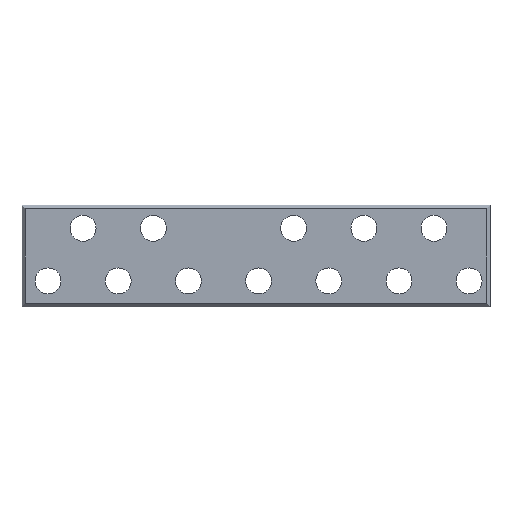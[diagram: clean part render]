
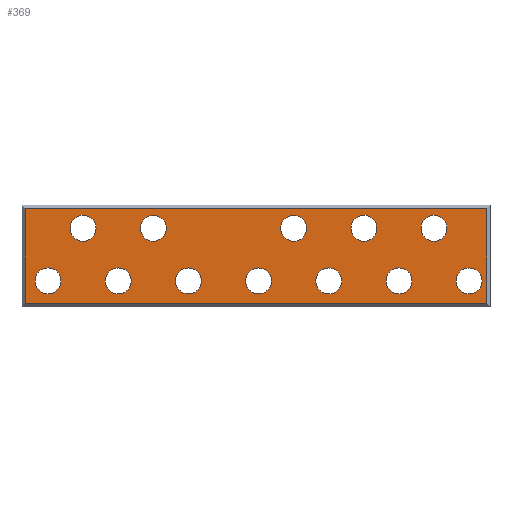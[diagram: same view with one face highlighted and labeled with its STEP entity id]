
A CAD part, top view. The second image highlights one B-rep face of the part: STEP entity #369.
In plain terms, the highlighted planar face has unit normal (0, 0, 1).
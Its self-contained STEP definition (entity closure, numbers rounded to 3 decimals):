
#27=FACE_BOUND('',#98,.T.);
#28=FACE_BOUND('',#99,.T.);
#29=FACE_BOUND('',#100,.T.);
#30=FACE_BOUND('',#101,.T.);
#31=FACE_BOUND('',#102,.T.);
#32=FACE_BOUND('',#103,.T.);
#33=FACE_BOUND('',#104,.T.);
#34=FACE_BOUND('',#105,.T.);
#35=FACE_BOUND('',#106,.T.);
#36=FACE_BOUND('',#107,.T.);
#37=FACE_BOUND('',#108,.T.);
#38=FACE_BOUND('',#109,.T.);
#51=CIRCLE('',#402,3.75);
#52=CIRCLE('',#403,3.75);
#53=CIRCLE('',#404,3.75);
#54=CIRCLE('',#405,3.75);
#55=CIRCLE('',#406,3.75);
#56=CIRCLE('',#407,3.75);
#57=CIRCLE('',#408,3.75);
#58=CIRCLE('',#409,3.75);
#59=CIRCLE('',#410,3.75);
#60=CIRCLE('',#411,3.75);
#61=CIRCLE('',#412,3.75);
#62=CIRCLE('',#413,3.75);
#79=FACE_OUTER_BOUND('',#97,.T.);
#97=EDGE_LOOP('',(#279,#280,#281,#282));
#98=EDGE_LOOP('',(#283));
#99=EDGE_LOOP('',(#284));
#100=EDGE_LOOP('',(#285));
#101=EDGE_LOOP('',(#286));
#102=EDGE_LOOP('',(#287));
#103=EDGE_LOOP('',(#288));
#104=EDGE_LOOP('',(#289));
#105=EDGE_LOOP('',(#290));
#106=EDGE_LOOP('',(#291));
#107=EDGE_LOOP('',(#292));
#108=EDGE_LOOP('',(#293));
#109=EDGE_LOOP('',(#294));
#135=LINE('',#553,#159);
#139=LINE('',#561,#163);
#142=LINE('',#567,#166);
#146=LINE('',#573,#170);
#159=VECTOR('',#443,10.);
#163=VECTOR('',#449,10.);
#166=VECTOR('',#454,10.);
#170=VECTOR('',#460,10.);
#183=VERTEX_POINT('',#551);
#184=VERTEX_POINT('',#552);
#187=VERTEX_POINT('',#560);
#189=VERTEX_POINT('',#566);
#191=VERTEX_POINT('',#575);
#192=VERTEX_POINT('',#577);
#193=VERTEX_POINT('',#579);
#194=VERTEX_POINT('',#581);
#195=VERTEX_POINT('',#583);
#196=VERTEX_POINT('',#585);
#197=VERTEX_POINT('',#587);
#198=VERTEX_POINT('',#589);
#199=VERTEX_POINT('',#591);
#200=VERTEX_POINT('',#593);
#201=VERTEX_POINT('',#595);
#202=VERTEX_POINT('',#597);
#215=EDGE_CURVE('',#183,#184,#135,.T.);
#219=EDGE_CURVE('',#184,#187,#139,.T.);
#222=EDGE_CURVE('',#187,#189,#142,.T.);
#226=EDGE_CURVE('',#189,#183,#146,.T.);
#227=EDGE_CURVE('',#191,#191,#51,.T.);
#228=EDGE_CURVE('',#192,#192,#52,.T.);
#229=EDGE_CURVE('',#193,#193,#53,.T.);
#230=EDGE_CURVE('',#194,#194,#54,.T.);
#231=EDGE_CURVE('',#195,#195,#55,.T.);
#232=EDGE_CURVE('',#196,#196,#56,.T.);
#233=EDGE_CURVE('',#197,#197,#57,.T.);
#234=EDGE_CURVE('',#198,#198,#58,.T.);
#235=EDGE_CURVE('',#199,#199,#59,.T.);
#236=EDGE_CURVE('',#200,#200,#60,.T.);
#237=EDGE_CURVE('',#201,#201,#61,.T.);
#238=EDGE_CURVE('',#202,#202,#62,.T.);
#279=ORIENTED_EDGE('',*,*,#215,.F.);
#280=ORIENTED_EDGE('',*,*,#226,.F.);
#281=ORIENTED_EDGE('',*,*,#222,.F.);
#282=ORIENTED_EDGE('',*,*,#219,.F.);
#283=ORIENTED_EDGE('',*,*,#227,.T.);
#284=ORIENTED_EDGE('',*,*,#228,.T.);
#285=ORIENTED_EDGE('',*,*,#229,.T.);
#286=ORIENTED_EDGE('',*,*,#230,.T.);
#287=ORIENTED_EDGE('',*,*,#231,.T.);
#288=ORIENTED_EDGE('',*,*,#232,.T.);
#289=ORIENTED_EDGE('',*,*,#233,.T.);
#290=ORIENTED_EDGE('',*,*,#234,.T.);
#291=ORIENTED_EDGE('',*,*,#235,.T.);
#292=ORIENTED_EDGE('',*,*,#236,.T.);
#293=ORIENTED_EDGE('',*,*,#237,.T.);
#294=ORIENTED_EDGE('',*,*,#238,.T.);
#363=PLANE('',#401);
#369=ADVANCED_FACE('',(#79,#27,#28,#29,#30,#31,#32,#33,#34,#35,#36,#37,
#38),#363,.T.);
#401=AXIS2_PLACEMENT_3D('',#574,#461,#462);
#402=AXIS2_PLACEMENT_3D('',#576,#463,#464);
#403=AXIS2_PLACEMENT_3D('',#578,#465,#466);
#404=AXIS2_PLACEMENT_3D('',#580,#467,#468);
#405=AXIS2_PLACEMENT_3D('',#582,#469,#470);
#406=AXIS2_PLACEMENT_3D('',#584,#471,#472);
#407=AXIS2_PLACEMENT_3D('',#586,#473,#474);
#408=AXIS2_PLACEMENT_3D('',#588,#475,#476);
#409=AXIS2_PLACEMENT_3D('',#590,#477,#478);
#410=AXIS2_PLACEMENT_3D('',#592,#479,#480);
#411=AXIS2_PLACEMENT_3D('',#594,#481,#482);
#412=AXIS2_PLACEMENT_3D('',#596,#483,#484);
#413=AXIS2_PLACEMENT_3D('',#598,#485,#486);
#443=DIRECTION('',(1.,0.,0.));
#449=DIRECTION('',(0.,-1.,0.));
#454=DIRECTION('',(-1.,0.,0.));
#460=DIRECTION('',(0.,1.,0.));
#461=DIRECTION('center_axis',(0.,0.,1.));
#462=DIRECTION('ref_axis',(1.,0.,0.));
#463=DIRECTION('center_axis',(0.,0.,-1.));
#464=DIRECTION('ref_axis',(1.,0.,0.));
#465=DIRECTION('center_axis',(0.,0.,-1.));
#466=DIRECTION('ref_axis',(1.,0.,0.));
#467=DIRECTION('center_axis',(0.,0.,-1.));
#468=DIRECTION('ref_axis',(1.,0.,0.));
#469=DIRECTION('center_axis',(0.,0.,-1.));
#470=DIRECTION('ref_axis',(1.,0.,0.));
#471=DIRECTION('center_axis',(0.,0.,-1.));
#472=DIRECTION('ref_axis',(1.,0.,0.));
#473=DIRECTION('center_axis',(0.,0.,-1.));
#474=DIRECTION('ref_axis',(1.,0.,0.));
#475=DIRECTION('center_axis',(0.,0.,-1.));
#476=DIRECTION('ref_axis',(1.,0.,0.));
#477=DIRECTION('center_axis',(0.,0.,-1.));
#478=DIRECTION('ref_axis',(1.,0.,0.));
#479=DIRECTION('center_axis',(0.,0.,-1.));
#480=DIRECTION('ref_axis',(1.,0.,0.));
#481=DIRECTION('center_axis',(0.,0.,-1.));
#482=DIRECTION('ref_axis',(1.,0.,0.));
#483=DIRECTION('center_axis',(0.,0.,-1.));
#484=DIRECTION('ref_axis',(1.,0.,0.));
#485=DIRECTION('center_axis',(0.,0.,-1.));
#486=DIRECTION('ref_axis',(1.,0.,0.));
#551=CARTESIAN_POINT('',(1.,28.5,1.));
#552=CARTESIAN_POINT('',(134.5,28.5,1.));
#553=CARTESIAN_POINT('',(101.625,28.5,1.));
#560=CARTESIAN_POINT('',(134.5,1.,1.));
#561=CARTESIAN_POINT('',(134.5,7.375,1.));
#566=CARTESIAN_POINT('',(1.,1.,1.));
#567=CARTESIAN_POINT('',(33.875,1.,1.));
#573=CARTESIAN_POINT('',(1.,22.125,1.));
#574=CARTESIAN_POINT('Origin',(67.75,14.75,1.));
#575=CARTESIAN_POINT('',(125.71,7.54,1.));
#576=CARTESIAN_POINT('Origin',(129.46,7.54,1.));
#577=CARTESIAN_POINT('',(64.75,7.54,1.));
#578=CARTESIAN_POINT('Origin',(68.5,7.54,1.));
#579=CARTESIAN_POINT('',(44.43,7.54,1.));
#580=CARTESIAN_POINT('Origin',(48.18,7.54,1.));
#581=CARTESIAN_POINT('',(95.23,22.78,1.));
#582=CARTESIAN_POINT('Origin',(98.98,22.78,1.));
#583=CARTESIAN_POINT('',(34.27,22.78,1.));
#584=CARTESIAN_POINT('Origin',(38.02,22.78,1.));
#585=CARTESIAN_POINT('',(74.91,22.78,1.));
#586=CARTESIAN_POINT('Origin',(78.66,22.78,1.));
#587=CARTESIAN_POINT('',(85.07,7.54,1.));
#588=CARTESIAN_POINT('Origin',(88.82,7.54,1.));
#589=CARTESIAN_POINT('',(24.11,7.54,1.));
#590=CARTESIAN_POINT('Origin',(27.86,7.54,1.));
#591=CARTESIAN_POINT('',(13.95,22.78,1.));
#592=CARTESIAN_POINT('Origin',(17.7,22.78,1.));
#593=CARTESIAN_POINT('',(3.79,7.54,1.));
#594=CARTESIAN_POINT('Origin',(7.54,7.54,1.));
#595=CARTESIAN_POINT('',(105.39,7.54,1.));
#596=CARTESIAN_POINT('Origin',(109.14,7.54,1.));
#597=CARTESIAN_POINT('',(115.55,22.78,1.));
#598=CARTESIAN_POINT('Origin',(119.3,22.78,1.));
